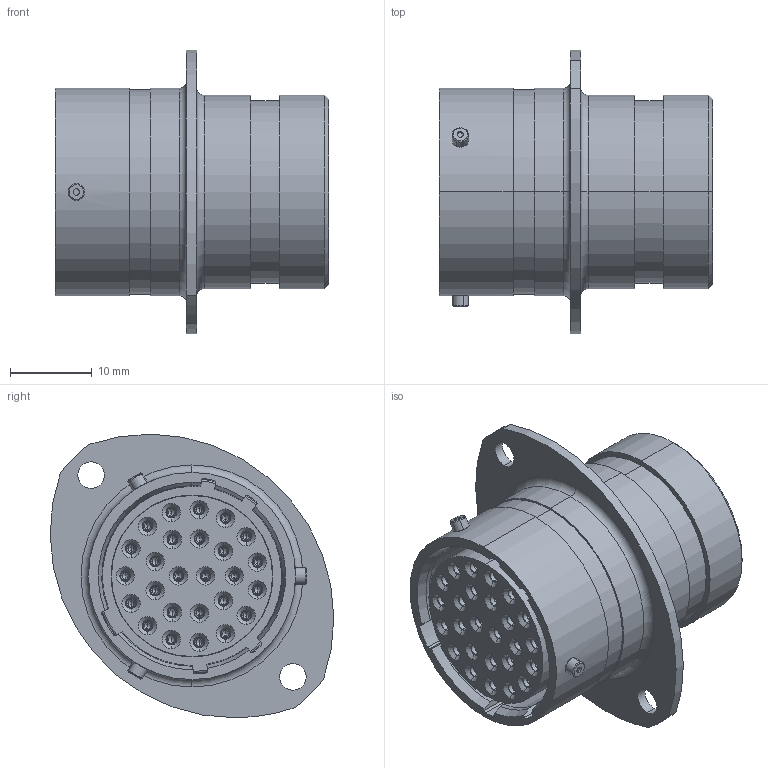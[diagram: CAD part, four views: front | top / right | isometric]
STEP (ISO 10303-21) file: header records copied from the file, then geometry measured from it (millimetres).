
FILE_DESCRIPTION (( 'STEP AP214' ), '1' );
FILE_NAME ('AS016-26SB.STEP', '2017-08-02T15:30:25', ( '' ), ( '' ), 'SwSTEP 2.0', 'SolidWorks 2015', '' );
FILE_SCHEMA (( 'AUTOMOTIVE_DESIGN' ));
Length unit declared in the file: inch
Products named in the file (1): AS016-26SB
Bounding box: 33.31 x 34.6 x 34.6 mm (x, y, z)
Volume: 12102.8 mm3; surface area: 17912.4 mm2
Topology: 30 solids, 30 shells, 2697 faces, 6576 edges, 4131 vertices
Faces by surface type: cylinder 914, plane 845, cone 436, torus 386, bspline 104, sphere 12
Entity records: 119779 total; most frequent: CARTESIAN_POINT 21899, DIRECTION 13419, ORIENTED_EDGE 13036, EDGE_CURVE 6518, AXIS2_PLACEMENT_3D 5541, VERTEX_POINT 4131, EDGE_LOOP 3061, CIRCLE 2947
